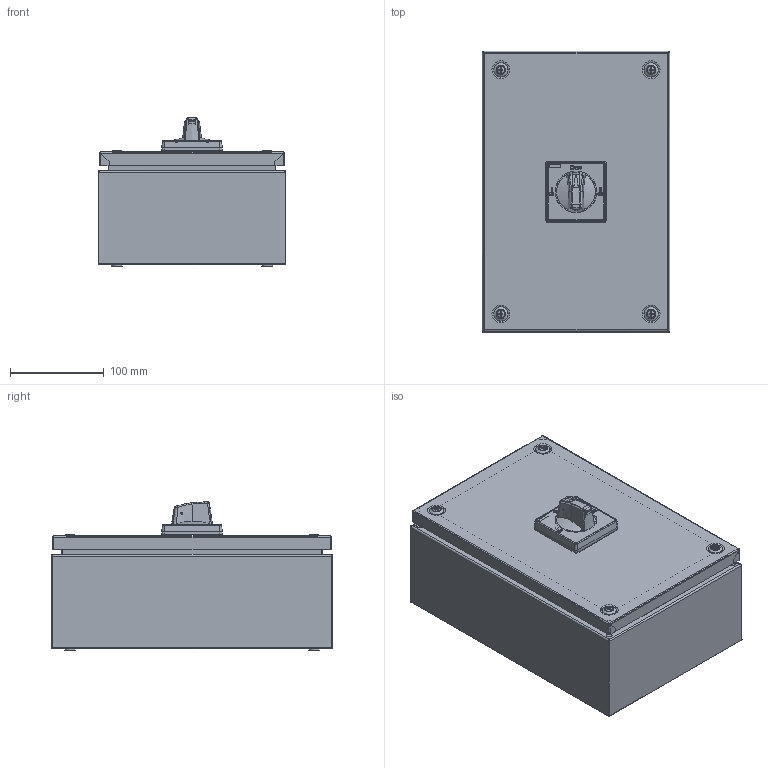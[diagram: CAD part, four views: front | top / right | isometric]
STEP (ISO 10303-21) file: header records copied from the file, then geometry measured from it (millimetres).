
FILE_DESCRIPTION(/* description */ (''),/* implementation_level */ '2;1');
FILE_NAME(/* name */ '40601409 con maniglia GAX67B.stp',/* time_stamp */ '2019-12-03T11:22:18+01:00',/* author */ (''),/* organization */ (''),/* preprocessor_version */ 'ST-DEVELOPER v16',/* originating_system */ 'SIEMENS PLM Software NX 10.0',/* authorisation */ '');
FILE_SCHEMA (('AP203_CONFIGURATION_CONTROLLED_3D_DESIGN_OF_MECHANICAL_PARTS_AND_ASSEMBLIES_MIM_LF { 1 0 10303 403 2 1 2}'));
Length unit declared in the file: millimetre
Products named in the file (1): Ferr2C187C3Bxdd4
Bounding box: 200 x 300 x 157.8 mm (x, y, z)
Surface area: 316587.4 mm2 (no closed solid volume)
Topology: 0 solids, 46 shells, 325 faces, 1333 edges, 1016 vertices
Faces by surface type: plane 179, cylinder 53, bspline 43, torus 23, cone 19, sphere 8
Full cylindrical faces by diameter (mm): 5 x4, 9 x4, 11.5 x4
Entity records: 16192 total; most frequent: CARTESIAN_POINT 5876, DIRECTION 1975, ORIENTED_EDGE 1774, EDGE_CURVE 1295, VERTEX_POINT 1012, LINE 763, VECTOR 763, AXIS2_PLACEMENT_3D 606
